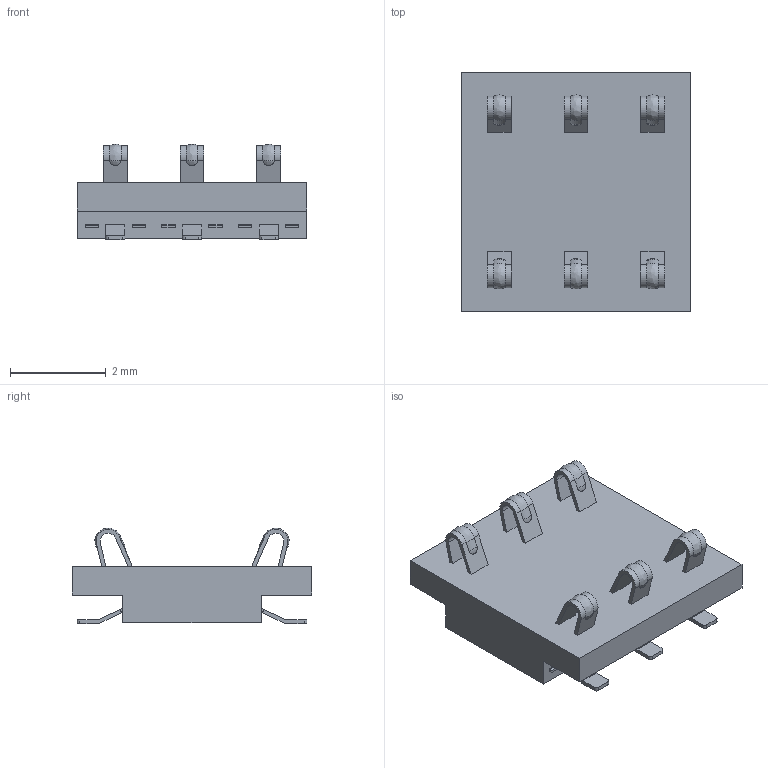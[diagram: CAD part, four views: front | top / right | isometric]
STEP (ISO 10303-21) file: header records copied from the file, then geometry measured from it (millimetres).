
FILE_DESCRIPTION((''),'2;1');
FILE_NAME('788641001','2016-07-12T',('gsharma'),(''),'PRO/ENGINEER BY PARAMETRIC TECHNOLOGY CORPORATION, 2012310','PRO/ENGINEER BY PARAMETRIC TECHNOLOGY CORPORATION, 2012310','');
FILE_SCHEMA(('CONFIG_CONTROL_DESIGN'));
Length unit declared in the file: millimetre
Products named in the file (1): 788641001
Bounding box: 4.8 x 5 x 2 mm (x, y, z)
Volume: 23.1 mm3; surface area: 86.7 mm2
Topology: 1 solids, 1 shells, 232 faces, 702 edges, 490 vertices
Faces by surface type: plane 160, cylinder 54, bspline 18
Entity records: 8297 total; most frequent: CARTESIAN_POINT 1851, ORIENTED_EDGE 1356, DIRECTION 1276, EDGE_CURVE 678, VECTOR 510, LINE 510, VERTEX_POINT 466, AXIS2_PLACEMENT_3D 383
